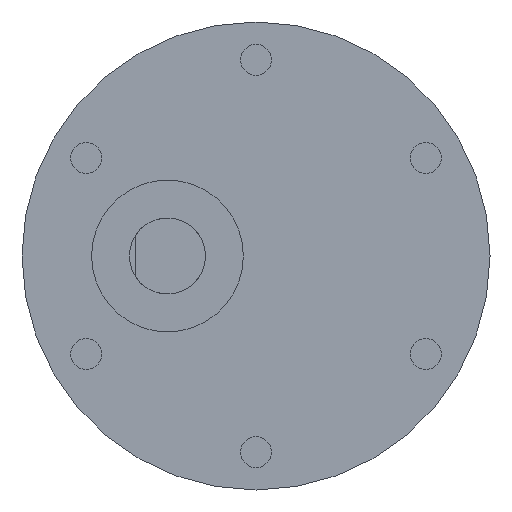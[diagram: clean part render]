
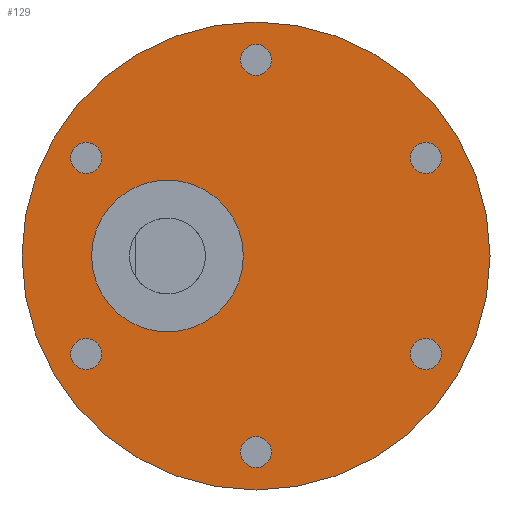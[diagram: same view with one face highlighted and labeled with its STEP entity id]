
A CAD part, front view. The second image highlights one B-rep face of the part: STEP entity #129.
In plain terms, the highlighted planar face has unit normal (0, -1, 0).
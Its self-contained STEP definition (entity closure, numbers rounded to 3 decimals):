
#129 = ADVANCED_FACE( '', ( #277, #278, #279, #280, #281, #282, #283, #284 ), #285, .F. );
#277 = FACE_BOUND( '', #444, .T. );
#278 = FACE_BOUND( '', #445, .T. );
#279 = FACE_BOUND( '', #446, .T. );
#280 = FACE_BOUND( '', #447, .T. );
#281 = FACE_BOUND( '', #448, .T. );
#282 = FACE_BOUND( '', #449, .T. );
#283 = FACE_BOUND( '', #450, .T. );
#284 = FACE_OUTER_BOUND( '', #451, .T. );
#285 = PLANE( '', #452 );
#444 = EDGE_LOOP( '', ( #699 ) );
#445 = EDGE_LOOP( '', ( #700 ) );
#446 = EDGE_LOOP( '', ( #701 ) );
#447 = EDGE_LOOP( '', ( #702 ) );
#448 = EDGE_LOOP( '', ( #703 ) );
#449 = EDGE_LOOP( '', ( #704 ) );
#450 = EDGE_LOOP( '', ( #705 ) );
#451 = EDGE_LOOP( '', ( #706 ) );
#452 = AXIS2_PLACEMENT_3D( '', #707, #708, #709 );
#699 = ORIENTED_EDGE( '', *, *, #838, .F. );
#700 = ORIENTED_EDGE( '', *, *, #841, .T. );
#701 = ORIENTED_EDGE( '', *, *, #834, .T. );
#702 = ORIENTED_EDGE( '', *, *, #853, .T. );
#703 = ORIENTED_EDGE( '', *, *, #871, .T. );
#704 = ORIENTED_EDGE( '', *, *, #856, .T. );
#705 = ORIENTED_EDGE( '', *, *, #826, .T. );
#706 = ORIENTED_EDGE( '', *, *, #872, .F. );
#707 = CARTESIAN_POINT( '', ( 0., 0., -18.5 ) );
#708 = DIRECTION( '', ( 0., 1., 0. ) );
#709 = DIRECTION( '', ( 0., 0., 1. ) );
#826 = EDGE_CURVE( '', #952, #952, #953, .T. );
#834 = EDGE_CURVE( '', #966, #966, #967, .T. );
#838 = EDGE_CURVE( '', #972, #972, #973, .F. );
#841 = EDGE_CURVE( '', #977, #977, #978, .T. );
#853 = EDGE_CURVE( '', #994, #994, #995, .T. );
#856 = EDGE_CURVE( '', #998, #998, #999, .T. );
#871 = EDGE_CURVE( '', #1017, #1017, #1018, .T. );
#872 = EDGE_CURVE( '', #1019, #1019, #1020, .T. );
#952 = VERTEX_POINT( '', #1115 );
#953 = CIRCLE( '', #1116, 1.23 );
#966 = VERTEX_POINT( '', #1133 );
#967 = CIRCLE( '', #1134, 1.23 );
#972 = VERTEX_POINT( '', #1139 );
#973 = CIRCLE( '', #1140, 6. );
#977 = VERTEX_POINT( '', #1144 );
#978 = CIRCLE( '', #1145, 1.23 );
#994 = VERTEX_POINT( '', #1163 );
#995 = CIRCLE( '', #1164, 1.23 );
#998 = VERTEX_POINT( '', #1167 );
#999 = CIRCLE( '', #1168, 1.23 );
#1017 = VERTEX_POINT( '', #1193 );
#1018 = CIRCLE( '', #1194, 1.23 );
#1019 = VERTEX_POINT( '', #1195 );
#1020 = CIRCLE( '', #1196, 18.5 );
#1115 = CARTESIAN_POINT( '', ( 13.423, 0., 8.98 ) );
#1116 = AXIS2_PLACEMENT_3D( '', #1273, #1274, #1275 );
#1133 = CARTESIAN_POINT( '', ( 0., 0., -14.271 ) );
#1134 = AXIS2_PLACEMENT_3D( '', #1283, #1284, #1285 );
#1139 = CARTESIAN_POINT( '', ( -7., 0., 6. ) );
#1140 = AXIS2_PLACEMENT_3D( '', #1289, #1290, #1291 );
#1144 = CARTESIAN_POINT( '', ( 0., 0., 16.73 ) );
#1145 = AXIS2_PLACEMENT_3D( '', #1295, #1296, #1297 );
#1163 = CARTESIAN_POINT( '', ( 13.423, 0., -6.521 ) );
#1164 = AXIS2_PLACEMENT_3D( '', #1312, #1313, #1314 );
#1167 = CARTESIAN_POINT( '', ( -13.423, 0., -6.521 ) );
#1168 = AXIS2_PLACEMENT_3D( '', #1315, #1316, #1317 );
#1193 = CARTESIAN_POINT( '', ( -13.423, 0., 8.98 ) );
#1194 = AXIS2_PLACEMENT_3D( '', #1325, #1326, #1327 );
#1195 = CARTESIAN_POINT( '', ( 0., 0., 18.5 ) );
#1196 = AXIS2_PLACEMENT_3D( '', #1328, #1329, #1330 );
#1273 = CARTESIAN_POINT( '', ( 13.423, 0., 7.75 ) );
#1274 = DIRECTION( '', ( 0., 1., 0. ) );
#1275 = DIRECTION( '', ( 0., 0., 1. ) );
#1283 = CARTESIAN_POINT( '', ( 0., 0., -15.5 ) );
#1284 = DIRECTION( '', ( 0., 1., 0. ) );
#1285 = DIRECTION( '', ( 0., 0., 1. ) );
#1289 = CARTESIAN_POINT( '', ( -7., 0., 0. ) );
#1290 = DIRECTION( '', ( 0., 1., 0. ) );
#1291 = DIRECTION( '', ( 0., 0., 1. ) );
#1295 = CARTESIAN_POINT( '', ( 0., 0., 15.5 ) );
#1296 = DIRECTION( '', ( 0., 1., 0. ) );
#1297 = DIRECTION( '', ( 0., 0., 1. ) );
#1312 = CARTESIAN_POINT( '', ( 13.423, 0., -7.75 ) );
#1313 = DIRECTION( '', ( 0., 1., 0. ) );
#1314 = DIRECTION( '', ( 0., 0., 1. ) );
#1315 = CARTESIAN_POINT( '', ( -13.423, 0., -7.75 ) );
#1316 = DIRECTION( '', ( 0., 1., 0. ) );
#1317 = DIRECTION( '', ( 0., 0., 1. ) );
#1325 = CARTESIAN_POINT( '', ( -13.423, 0., 7.75 ) );
#1326 = DIRECTION( '', ( 0., 1., 0. ) );
#1327 = DIRECTION( '', ( 0., 0., 1. ) );
#1328 = CARTESIAN_POINT( '', ( 0., 0., 0. ) );
#1329 = DIRECTION( '', ( 0., 1., 0. ) );
#1330 = DIRECTION( '', ( 0., 0., 1. ) );
